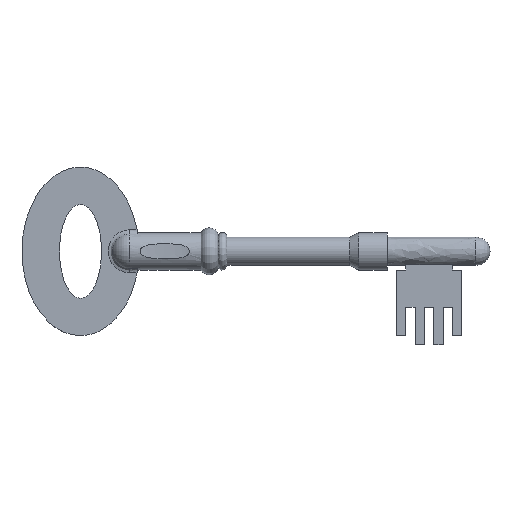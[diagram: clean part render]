
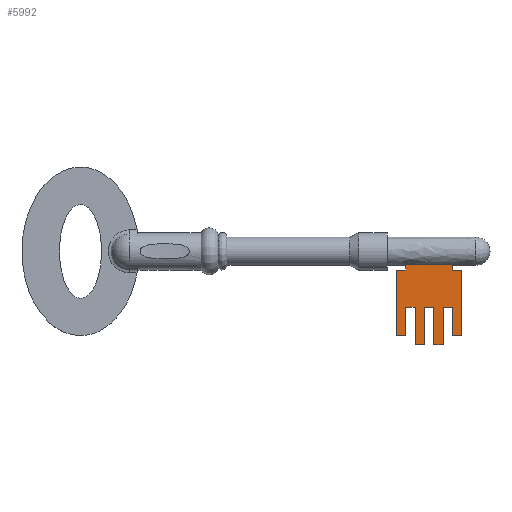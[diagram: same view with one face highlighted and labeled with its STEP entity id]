
A CAD part, top view. The second image highlights one B-rep face of the part: STEP entity #5992.
In plain terms, the highlighted planar face has unit normal (0, 0, 1).
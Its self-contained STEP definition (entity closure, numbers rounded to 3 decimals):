
#5598 = VERTEX_POINT('',#5599);
#5599 = CARTESIAN_POINT('',(4.1,-0.141,0.05));
#5688 = EDGE_CURVE('',#5598,#5689,#5691,.T.);
#5689 = VERTEX_POINT('',#5690);
#5690 = CARTESIAN_POINT('',(4.6,-0.141,0.05));
#5691 = B_SPLINE_CURVE_WITH_KNOTS('',4,(#5692,#5693,#5694,#5695,#5696),
  .UNSPECIFIED.,.F.,.F.,(5,5),(0.,1.),.PIECEWISE_BEZIER_KNOTS.);
#5692 = CARTESIAN_POINT('',(4.1,-0.141,0.05));
#5693 = CARTESIAN_POINT('',(4.225,-0.141,0.05));
#5694 = CARTESIAN_POINT('',(4.35,-0.141,0.05));
#5695 = CARTESIAN_POINT('',(4.475,-0.141,0.05));
#5696 = CARTESIAN_POINT('',(4.6,-0.141,0.05));
#5832 = EDGE_CURVE('',#5598,#5833,#5835,.T.);
#5833 = VERTEX_POINT('',#5834);
#5834 = CARTESIAN_POINT('',(4.1,-0.2,0.05));
#5835 = B_SPLINE_CURVE_WITH_KNOTS('',1,(#5836,#5837),.UNSPECIFIED.,.F.,
  .F.,(2,2),(0.,1.),.PIECEWISE_BEZIER_KNOTS.);
#5836 = CARTESIAN_POINT('',(4.1,0.,0.05));
#5837 = CARTESIAN_POINT('',(4.1,-0.2,0.05));
#5992 = ADVANCED_FACE('',(#5993),#6121,.F.);
#5993 = FACE_BOUND('',#5994,.F.);
#5994 = EDGE_LOOP('',(#5995,#5996,#5997,#6004,#6011,#6018,#6025,#6032,
    #6039,#6046,#6053,#6060,#6067,#6074,#6081,#6088,#6095,#6102,#6109,
    #6116));
#5995 = ORIENTED_EDGE('',*,*,#5832,.F.);
#5996 = ORIENTED_EDGE('',*,*,#5688,.T.);
#5997 = ORIENTED_EDGE('',*,*,#5998,.F.);
#5998 = EDGE_CURVE('',#5999,#5689,#6001,.T.);
#5999 = VERTEX_POINT('',#6000);
#6000 = CARTESIAN_POINT('',(4.6,-0.2,0.05));
#6001 = B_SPLINE_CURVE_WITH_KNOTS('',1,(#6002,#6003),.UNSPECIFIED.,.F.,
  .F.,(2,2),(0.,1.),.PIECEWISE_BEZIER_KNOTS.);
#6002 = CARTESIAN_POINT('',(4.6,-0.2,0.05));
#6003 = CARTESIAN_POINT('',(4.6,0.,0.05));
#6004 = ORIENTED_EDGE('',*,*,#6005,.F.);
#6005 = EDGE_CURVE('',#6006,#5999,#6008,.T.);
#6006 = VERTEX_POINT('',#6007);
#6007 = CARTESIAN_POINT('',(4.7,-0.2,0.05));
#6008 = B_SPLINE_CURVE_WITH_KNOTS('',1,(#6009,#6010),.UNSPECIFIED.,.F.,
  .F.,(2,2),(0.,1.),.PIECEWISE_BEZIER_KNOTS.);
#6009 = CARTESIAN_POINT('',(4.7,-0.2,0.05));
#6010 = CARTESIAN_POINT('',(4.6,-0.2,0.05));
#6011 = ORIENTED_EDGE('',*,*,#6012,.F.);
#6012 = EDGE_CURVE('',#6013,#6006,#6015,.T.);
#6013 = VERTEX_POINT('',#6014);
#6014 = CARTESIAN_POINT('',(4.7,-0.9,0.05));
#6015 = B_SPLINE_CURVE_WITH_KNOTS('',1,(#6016,#6017),.UNSPECIFIED.,.F.,
  .F.,(2,2),(0.,1.),.PIECEWISE_BEZIER_KNOTS.);
#6016 = CARTESIAN_POINT('',(4.7,-0.9,0.05));
#6017 = CARTESIAN_POINT('',(4.7,-0.2,0.05));
#6018 = ORIENTED_EDGE('',*,*,#6019,.F.);
#6019 = EDGE_CURVE('',#6020,#6013,#6022,.T.);
#6020 = VERTEX_POINT('',#6021);
#6021 = CARTESIAN_POINT('',(4.6,-0.9,0.05));
#6022 = B_SPLINE_CURVE_WITH_KNOTS('',1,(#6023,#6024),.UNSPECIFIED.,.F.,
  .F.,(2,2),(0.,1.),.PIECEWISE_BEZIER_KNOTS.);
#6023 = CARTESIAN_POINT('',(4.6,-0.9,0.05));
#6024 = CARTESIAN_POINT('',(4.7,-0.9,0.05));
#6025 = ORIENTED_EDGE('',*,*,#6026,.F.);
#6026 = EDGE_CURVE('',#6027,#6020,#6029,.T.);
#6027 = VERTEX_POINT('',#6028);
#6028 = CARTESIAN_POINT('',(4.6,-0.6,0.05));
#6029 = B_SPLINE_CURVE_WITH_KNOTS('',1,(#6030,#6031),.UNSPECIFIED.,.F.,
  .F.,(2,2),(0.,1.),.PIECEWISE_BEZIER_KNOTS.);
#6030 = CARTESIAN_POINT('',(4.6,-0.6,0.05));
#6031 = CARTESIAN_POINT('',(4.6,-0.9,0.05));
#6032 = ORIENTED_EDGE('',*,*,#6033,.F.);
#6033 = EDGE_CURVE('',#6034,#6027,#6036,.T.);
#6034 = VERTEX_POINT('',#6035);
#6035 = CARTESIAN_POINT('',(4.5,-0.6,0.05));
#6036 = B_SPLINE_CURVE_WITH_KNOTS('',1,(#6037,#6038),.UNSPECIFIED.,.F.,
  .F.,(2,2),(0.,1.),.PIECEWISE_BEZIER_KNOTS.);
#6037 = CARTESIAN_POINT('',(4.5,-0.6,0.05));
#6038 = CARTESIAN_POINT('',(4.6,-0.6,0.05));
#6039 = ORIENTED_EDGE('',*,*,#6040,.F.);
#6040 = EDGE_CURVE('',#6041,#6034,#6043,.T.);
#6041 = VERTEX_POINT('',#6042);
#6042 = CARTESIAN_POINT('',(4.5,-1.,0.05));
#6043 = B_SPLINE_CURVE_WITH_KNOTS('',1,(#6044,#6045),.UNSPECIFIED.,.F.,
  .F.,(2,2),(0.,1.),.PIECEWISE_BEZIER_KNOTS.);
#6044 = CARTESIAN_POINT('',(4.5,-1.,0.05));
#6045 = CARTESIAN_POINT('',(4.5,-0.6,0.05));
#6046 = ORIENTED_EDGE('',*,*,#6047,.F.);
#6047 = EDGE_CURVE('',#6048,#6041,#6050,.T.);
#6048 = VERTEX_POINT('',#6049);
#6049 = CARTESIAN_POINT('',(4.4,-1.,0.05));
#6050 = B_SPLINE_CURVE_WITH_KNOTS('',1,(#6051,#6052),.UNSPECIFIED.,.F.,
  .F.,(2,2),(0.,1.),.PIECEWISE_BEZIER_KNOTS.);
#6051 = CARTESIAN_POINT('',(4.4,-1.,0.05));
#6052 = CARTESIAN_POINT('',(4.5,-1.,0.05));
#6053 = ORIENTED_EDGE('',*,*,#6054,.F.);
#6054 = EDGE_CURVE('',#6055,#6048,#6057,.T.);
#6055 = VERTEX_POINT('',#6056);
#6056 = CARTESIAN_POINT('',(4.4,-0.6,0.05));
#6057 = B_SPLINE_CURVE_WITH_KNOTS('',1,(#6058,#6059),.UNSPECIFIED.,.F.,
  .F.,(2,2),(0.,1.),.PIECEWISE_BEZIER_KNOTS.);
#6058 = CARTESIAN_POINT('',(4.4,-0.6,0.05));
#6059 = CARTESIAN_POINT('',(4.4,-1.,0.05));
#6060 = ORIENTED_EDGE('',*,*,#6061,.F.);
#6061 = EDGE_CURVE('',#6062,#6055,#6064,.T.);
#6062 = VERTEX_POINT('',#6063);
#6063 = CARTESIAN_POINT('',(4.3,-0.6,0.05));
#6064 = B_SPLINE_CURVE_WITH_KNOTS('',1,(#6065,#6066),.UNSPECIFIED.,.F.,
  .F.,(2,2),(0.,1.),.PIECEWISE_BEZIER_KNOTS.);
#6065 = CARTESIAN_POINT('',(4.3,-0.6,0.05));
#6066 = CARTESIAN_POINT('',(4.4,-0.6,0.05));
#6067 = ORIENTED_EDGE('',*,*,#6068,.F.);
#6068 = EDGE_CURVE('',#6069,#6062,#6071,.T.);
#6069 = VERTEX_POINT('',#6070);
#6070 = CARTESIAN_POINT('',(4.3,-1.,0.05));
#6071 = B_SPLINE_CURVE_WITH_KNOTS('',1,(#6072,#6073),.UNSPECIFIED.,.F.,
  .F.,(2,2),(0.,1.),.PIECEWISE_BEZIER_KNOTS.);
#6072 = CARTESIAN_POINT('',(4.3,-1.,0.05));
#6073 = CARTESIAN_POINT('',(4.3,-0.6,0.05));
#6074 = ORIENTED_EDGE('',*,*,#6075,.F.);
#6075 = EDGE_CURVE('',#6076,#6069,#6078,.T.);
#6076 = VERTEX_POINT('',#6077);
#6077 = CARTESIAN_POINT('',(4.2,-1.,0.05));
#6078 = B_SPLINE_CURVE_WITH_KNOTS('',1,(#6079,#6080),.UNSPECIFIED.,.F.,
  .F.,(2,2),(0.,1.),.PIECEWISE_BEZIER_KNOTS.);
#6079 = CARTESIAN_POINT('',(4.2,-1.,0.05));
#6080 = CARTESIAN_POINT('',(4.3,-1.,0.05));
#6081 = ORIENTED_EDGE('',*,*,#6082,.F.);
#6082 = EDGE_CURVE('',#6083,#6076,#6085,.T.);
#6083 = VERTEX_POINT('',#6084);
#6084 = CARTESIAN_POINT('',(4.2,-0.6,0.05));
#6085 = B_SPLINE_CURVE_WITH_KNOTS('',1,(#6086,#6087),.UNSPECIFIED.,.F.,
  .F.,(2,2),(0.,1.),.PIECEWISE_BEZIER_KNOTS.);
#6086 = CARTESIAN_POINT('',(4.2,-0.6,0.05));
#6087 = CARTESIAN_POINT('',(4.2,-1.,0.05));
#6088 = ORIENTED_EDGE('',*,*,#6089,.F.);
#6089 = EDGE_CURVE('',#6090,#6083,#6092,.T.);
#6090 = VERTEX_POINT('',#6091);
#6091 = CARTESIAN_POINT('',(4.1,-0.6,0.05));
#6092 = B_SPLINE_CURVE_WITH_KNOTS('',1,(#6093,#6094),.UNSPECIFIED.,.F.,
  .F.,(2,2),(0.,1.),.PIECEWISE_BEZIER_KNOTS.);
#6093 = CARTESIAN_POINT('',(4.1,-0.6,0.05));
#6094 = CARTESIAN_POINT('',(4.2,-0.6,0.05));
#6095 = ORIENTED_EDGE('',*,*,#6096,.F.);
#6096 = EDGE_CURVE('',#6097,#6090,#6099,.T.);
#6097 = VERTEX_POINT('',#6098);
#6098 = CARTESIAN_POINT('',(4.1,-0.9,0.05));
#6099 = B_SPLINE_CURVE_WITH_KNOTS('',1,(#6100,#6101),.UNSPECIFIED.,.F.,
  .F.,(2,2),(0.,1.),.PIECEWISE_BEZIER_KNOTS.);
#6100 = CARTESIAN_POINT('',(4.1,-0.9,0.05));
#6101 = CARTESIAN_POINT('',(4.1,-0.6,0.05));
#6102 = ORIENTED_EDGE('',*,*,#6103,.F.);
#6103 = EDGE_CURVE('',#6104,#6097,#6106,.T.);
#6104 = VERTEX_POINT('',#6105);
#6105 = CARTESIAN_POINT('',(4.,-0.9,0.05));
#6106 = B_SPLINE_CURVE_WITH_KNOTS('',1,(#6107,#6108),.UNSPECIFIED.,.F.,
  .F.,(2,2),(0.,1.),.PIECEWISE_BEZIER_KNOTS.);
#6107 = CARTESIAN_POINT('',(4.,-0.9,0.05));
#6108 = CARTESIAN_POINT('',(4.1,-0.9,0.05));
#6109 = ORIENTED_EDGE('',*,*,#6110,.F.);
#6110 = EDGE_CURVE('',#6111,#6104,#6113,.T.);
#6111 = VERTEX_POINT('',#6112);
#6112 = CARTESIAN_POINT('',(4.,-0.2,0.05));
#6113 = B_SPLINE_CURVE_WITH_KNOTS('',1,(#6114,#6115),.UNSPECIFIED.,.F.,
  .F.,(2,2),(0.,1.),.PIECEWISE_BEZIER_KNOTS.);
#6114 = CARTESIAN_POINT('',(4.,-0.2,0.05));
#6115 = CARTESIAN_POINT('',(4.,-0.9,0.05));
#6116 = ORIENTED_EDGE('',*,*,#6117,.F.);
#6117 = EDGE_CURVE('',#5833,#6111,#6118,.T.);
#6118 = B_SPLINE_CURVE_WITH_KNOTS('',1,(#6119,#6120),.UNSPECIFIED.,.F.,
  .F.,(2,2),(0.,1.),.PIECEWISE_BEZIER_KNOTS.);
#6119 = CARTESIAN_POINT('',(4.1,-0.2,0.05));
#6120 = CARTESIAN_POINT('',(4.,-0.2,0.05));
#6121 = PLANE('',#6122);
#6122 = AXIS2_PLACEMENT_3D('',#6123,#6124,#6125);
#6123 = CARTESIAN_POINT('',(4.1,-0.2,0.05));
#6124 = DIRECTION('',(-0.,-0.,-1.));
#6125 = DIRECTION('',(0.,-1.,0.));
